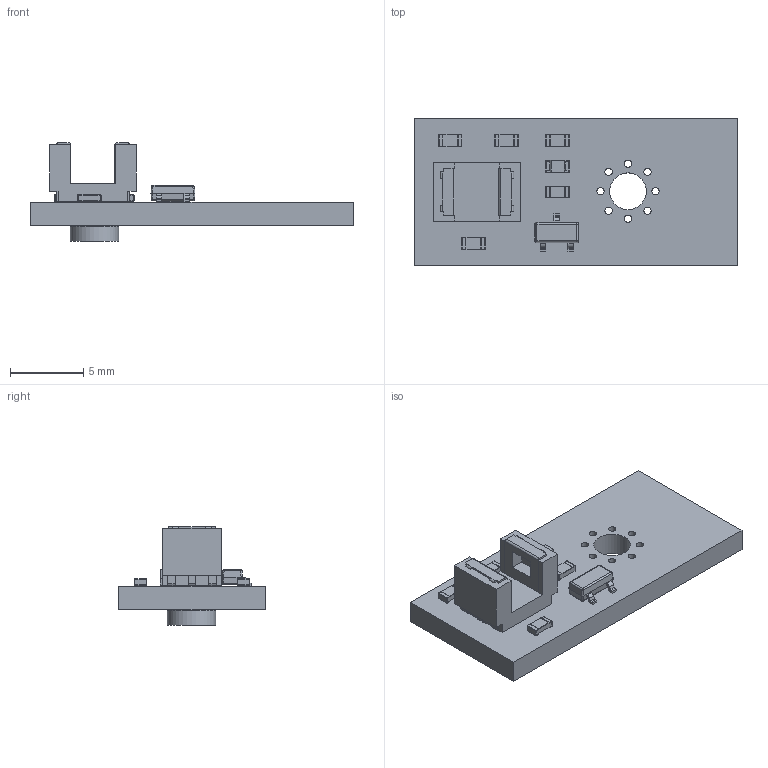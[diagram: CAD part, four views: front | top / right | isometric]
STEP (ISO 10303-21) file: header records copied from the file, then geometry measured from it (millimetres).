
FILE_DESCRIPTION(('KiCad electronic assembly'),'2;1');
FILE_NAME('TCUT13_Limit_Switch.step','2023-07-18T17:09:26',('Pcbnew'),( 'Kicad'),'Open CASCADE STEP processor 7.6','KiCad to STEP converter' ,'Unknown');
FILE_SCHEMA(('AUTOMOTIVE_DESIGN { 1 0 10303 214 1 1 1 1 }'));
Length unit declared in the file: millimetre
Products named in the file (12): TCUT13_Limit_Switch 1; R_0603_1608Metric; SOLID; 80284_TCUT1300_TCUT1350_3D_Models; TO-236AB; COMPOUND; LED_0603_1608Metric; Mounting_Wuerth_WA-SMSI-M1.6_H1mm_9774010633; _autosave-TCUT13_Limit_Switch PCB
Assembly tree (15 placements, depth 3):
  TCUT13_Limit_Switch 1
    R_0603_1608Metric  x5
      SOLID
    80284_TCUT1300_TCUT1350_3D_Models
      SOLID
    TO-236AB
      COMPOUND
    LED_0603_1608Metric
      SOLID
    Mounting_Wuerth_WA-SMSI-M1.6_H1mm_9774010633
      SOLID
    _autosave-TCUT13_Limit_Switch PCB
Bounding box: 22 x 10 x 6.7 mm (x, y, z)
Volume: 406 mm3; surface area: 798 mm2
Topology: 13 solids, 13 shells, 398 faces, 1052 edges, 692 vertices
Faces by surface type: plane 289, cylinder 101, bspline 8
Full cylindrical faces by diameter (mm): 0.5 x8, 1.22 x1, 1.9 x1, 2.1 x1, 2.5 x1, 3.3 x1
Entity records: 21200 total; most frequent: CARTESIAN_POINT 4370, DIRECTION 2934, LINE 2020, VECTOR 2020, ORIENTED_EDGE 1520, PCURVE 1520, DEFINITIONAL_REPRESENTATION 1520, EDGE_CURVE 760
